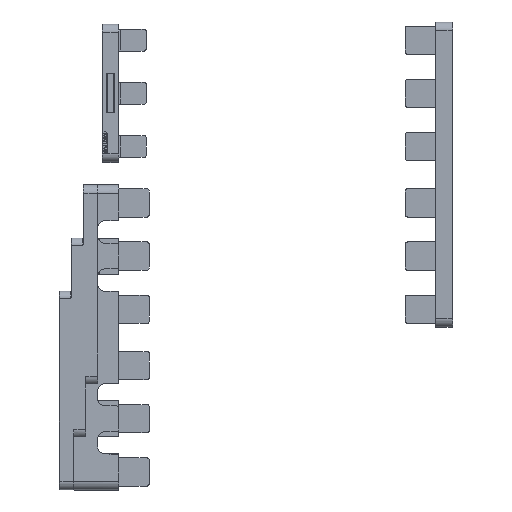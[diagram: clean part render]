
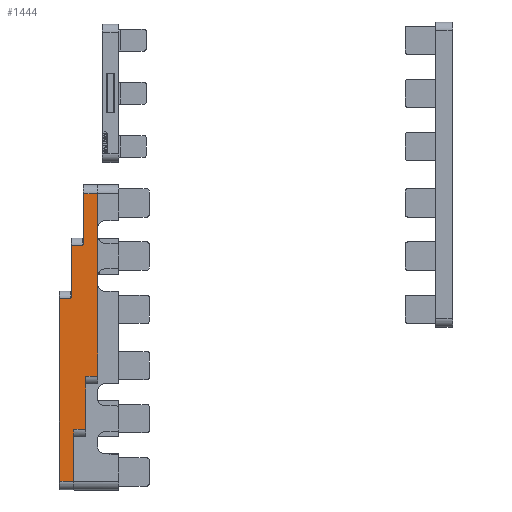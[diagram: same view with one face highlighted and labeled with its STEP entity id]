
A CAD part, top view. The second image highlights one B-rep face of the part: STEP entity #1444.
In plain terms, the highlighted planar face has unit normal (0, 0, 1).
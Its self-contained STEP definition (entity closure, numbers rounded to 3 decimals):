
#478=B_SPLINE_CURVE_WITH_KNOTS('',3,(#22654,#22655,#22656,#22657,#22658,
#22659,#22660,#22661,#22662,#22663),.UNSPECIFIED.,.F.,.F.,(4,3,3,4),(0.,
0.477,0.993,1.),.UNSPECIFIED.);
#479=B_SPLINE_CURVE_WITH_KNOTS('',3,(#22676,#22677,#22678,#22679,#22680,
#22681,#22682,#22683,#22684,#22685),.UNSPECIFIED.,.F.,.F.,(4,3,3,4),(0.,
0.477,0.993,1.),.UNSPECIFIED.);
#1444=ADVANCED_FACE('',(#2592),#2056,.T.);
#2056=PLANE('',#15008);
#2592=FACE_OUTER_BOUND('',#3337,.T.);
#3337=EDGE_LOOP('',(#6043,#6044,#6045,#6046,#6047,#6048,#6049,#6050,#6051,
#6052,#6053,#6054,#6055,#6056,#6057,#6058));
#6043=ORIENTED_EDGE('',*,*,#10665,.T.);
#6044=ORIENTED_EDGE('',*,*,#10664,.T.);
#6045=ORIENTED_EDGE('',*,*,#10668,.T.);
#6046=ORIENTED_EDGE('',*,*,#10671,.F.);
#6047=ORIENTED_EDGE('',*,*,#10670,.F.);
#6048=ORIENTED_EDGE('',*,*,#10666,.T.);
#6049=ORIENTED_EDGE('',*,*,#10496,.F.);
#6050=ORIENTED_EDGE('',*,*,#10660,.T.);
#6051=ORIENTED_EDGE('',*,*,#9983,.T.);
#6052=ORIENTED_EDGE('',*,*,#10700,.T.);
#6053=ORIENTED_EDGE('',*,*,#10268,.T.);
#6054=ORIENTED_EDGE('',*,*,#9892,.T.);
#6055=ORIENTED_EDGE('',*,*,#10701,.T.);
#6056=ORIENTED_EDGE('',*,*,#10264,.T.);
#6057=ORIENTED_EDGE('',*,*,#9981,.T.);
#6058=ORIENTED_EDGE('',*,*,#10661,.T.);
#8407=VERTEX_POINT('',#19771);
#8410=VERTEX_POINT('',#19776);
#8494=VERTEX_POINT('',#20113);
#8495=VERTEX_POINT('',#20115);
#8496=VERTEX_POINT('',#20119);
#8497=VERTEX_POINT('',#20120);
#8696=VERTEX_POINT('',#21400);
#8699=VERTEX_POINT('',#21408);
#8830=VERTEX_POINT('',#22247);
#8831=VERTEX_POINT('',#22249);
#8921=VERTEX_POINT('',#22564);
#8922=VERTEX_POINT('',#22568);
#8923=VERTEX_POINT('',#22570);
#8924=VERTEX_POINT('',#22574);
#8925=VERTEX_POINT('',#22578);
#8926=VERTEX_POINT('',#22582);
#9892=EDGE_CURVE('',#8407,#8410,#12000,.T.);
#9981=EDGE_CURVE('',#8495,#8494,#12044,.T.);
#9983=EDGE_CURVE('',#8496,#8497,#12045,.T.);
#10264=EDGE_CURVE('',#8696,#8495,#12197,.T.);
#10268=EDGE_CURVE('',#8699,#8407,#12199,.T.);
#10496=EDGE_CURVE('',#8830,#8831,#12327,.T.);
#10660=EDGE_CURVE('',#8830,#8496,#12460,.T.);
#10661=EDGE_CURVE('',#8494,#8921,#12461,.T.);
#10664=EDGE_CURVE('',#8923,#8922,#12462,.T.);
#10665=EDGE_CURVE('',#8921,#8923,#12463,.T.);
#10666=EDGE_CURVE('',#8924,#8831,#12464,.T.);
#10668=EDGE_CURVE('',#8922,#8925,#12465,.T.);
#10670=EDGE_CURVE('',#8924,#8926,#12466,.T.);
#10671=EDGE_CURVE('',#8926,#8925,#12467,.T.);
#10700=EDGE_CURVE('',#8497,#8699,#478,.T.);
#10701=EDGE_CURVE('',#8410,#8696,#479,.T.);
#12000=LINE('',#19777,#13247);
#12044=LINE('',#20114,#13291);
#12045=LINE('',#20118,#13292);
#12197=LINE('',#21399,#13461);
#12199=LINE('',#21407,#13463);
#12327=LINE('',#22248,#13597);
#12460=LINE('',#22561,#13730);
#12461=LINE('',#22563,#13731);
#12462=LINE('',#22569,#13732);
#12463=LINE('',#22571,#13733);
#12464=LINE('',#22573,#13734);
#12465=LINE('',#22577,#13735);
#12466=LINE('',#22581,#13736);
#12467=LINE('',#22583,#13737);
#13247=VECTOR('',#15944,1.);
#13291=VECTOR('',#16102,1.);
#13292=VECTOR('',#16107,1.);
#13461=VECTOR('',#16478,1.);
#13463=VECTOR('',#16486,1.);
#13597=VECTOR('',#16890,1.);
#13730=VECTOR('',#17203,1.);
#13731=VECTOR('',#17206,1.);
#13732=VECTOR('',#17213,1.);
#13733=VECTOR('',#17214,1.);
#13734=VECTOR('',#17217,1.);
#13735=VECTOR('',#17222,1.);
#13736=VECTOR('',#17227,1.);
#13737=VECTOR('',#17228,1.);
#15008=AXIS2_PLACEMENT_3D('',#22686,#17319,#17320);
#15944=DIRECTION('',(0.,-1.,0.));
#16102=DIRECTION('',(0.,-1.,0.));
#16107=DIRECTION('',(0.,-1.,0.));
#16478=DIRECTION('',(-1.,0.,0.));
#16486=DIRECTION('',(-1.,0.,0.));
#16890=DIRECTION('',(0.,-1.,0.));
#17203=DIRECTION('',(-1.,0.,0.));
#17206=DIRECTION('',(1.,0.,0.));
#17213=DIRECTION('',(0.,1.,0.));
#17214=DIRECTION('',(0.,1.,0.));
#17217=DIRECTION('',(1.,0.,0.));
#17222=DIRECTION('',(1.,0.,0.));
#17227=DIRECTION('',(0.,-1.,0.));
#17228=DIRECTION('',(0.,-1.,0.));
#17319=DIRECTION('',(0.,0.,1.));
#17320=DIRECTION('',(0.,1.,0.));
#19771=CARTESIAN_POINT('',(-94.7,40.4,100.2));
#19776=CARTESIAN_POINT('',(-94.7,17.549,100.2));
#19777=CARTESIAN_POINT('',(-94.7,68.3,100.2));
#20113=CARTESIAN_POINT('',(-100.2,-68.3,100.2));
#20114=CARTESIAN_POINT('',(-100.2,68.3,100.2));
#20115=CARTESIAN_POINT('',(-100.2,15.9,100.2));
#20118=CARTESIAN_POINT('',(-89.2,40.4,100.2));
#20119=CARTESIAN_POINT('',(-89.2,64.3,100.2));
#20120=CARTESIAN_POINT('',(-89.2,42.049,100.2));
#21399=CARTESIAN_POINT('',(-99.,15.9,100.2));
#21400=CARTESIAN_POINT('',(-95.1,15.9,100.2));
#21407=CARTESIAN_POINT('',(-94.2,40.4,100.2));
#21408=CARTESIAN_POINT('',(-89.6,40.4,100.2));
#22247=CARTESIAN_POINT('',(-82.8,64.3,100.2));
#22248=CARTESIAN_POINT('',(-82.8,-43.503,100.2));
#22249=CARTESIAN_POINT('',(-82.8,-19.836,100.2));
#22561=CARTESIAN_POINT('',(-89.4,64.3,100.2));
#22563=CARTESIAN_POINT('',(-92.2,-68.3,100.2));
#22564=CARTESIAN_POINT('',(-93.8,-68.3,100.2));
#22568=CARTESIAN_POINT('',(-93.8,-44.336,100.2));
#22569=CARTESIAN_POINT('',(-93.8,68.3,100.2));
#22570=CARTESIAN_POINT('',(-93.8,-46.125,100.2));
#22571=CARTESIAN_POINT('',(-93.8,68.3,100.2));
#22573=CARTESIAN_POINT('',(-83.,-19.836,100.2));
#22574=CARTESIAN_POINT('',(-88.3,-19.836,100.2));
#22577=CARTESIAN_POINT('',(-87.8,-44.336,100.2));
#22578=CARTESIAN_POINT('',(-88.3,-44.336,100.2));
#22581=CARTESIAN_POINT('',(-88.3,-59.066,100.2));
#22582=CARTESIAN_POINT('',(-88.3,-21.625,100.2));
#22583=CARTESIAN_POINT('',(-88.3,-59.066,100.2));
#22654=CARTESIAN_POINT('',(-89.2,42.049,100.2));
#22655=CARTESIAN_POINT('',(-89.2,41.779,100.2));
#22656=CARTESIAN_POINT('',(-89.254,41.51,100.2));
#22657=CARTESIAN_POINT('',(-89.324,41.249,100.2));
#22658=CARTESIAN_POINT('',(-89.4,40.965,100.2));
#22659=CARTESIAN_POINT('',(-89.498,40.688,100.2));
#22660=CARTESIAN_POINT('',(-89.596,40.411,100.2));
#22661=CARTESIAN_POINT('',(-89.597,40.407,100.2));
#22662=CARTESIAN_POINT('',(-89.599,40.404,100.2));
#22663=CARTESIAN_POINT('',(-89.6,40.4,100.2));
#22676=CARTESIAN_POINT('',(-94.7,17.549,100.2));
#22677=CARTESIAN_POINT('',(-94.7,17.279,100.2));
#22678=CARTESIAN_POINT('',(-94.754,17.01,100.2));
#22679=CARTESIAN_POINT('',(-94.824,16.749,100.2));
#22680=CARTESIAN_POINT('',(-94.9,16.465,100.2));
#22681=CARTESIAN_POINT('',(-94.998,16.188,100.2));
#22682=CARTESIAN_POINT('',(-95.096,15.911,100.2));
#22683=CARTESIAN_POINT('',(-95.097,15.907,100.2));
#22684=CARTESIAN_POINT('',(-95.099,15.904,100.2));
#22685=CARTESIAN_POINT('',(-95.1,15.9,100.2));
#22686=CARTESIAN_POINT('',(-89.4,68.3,100.2));
